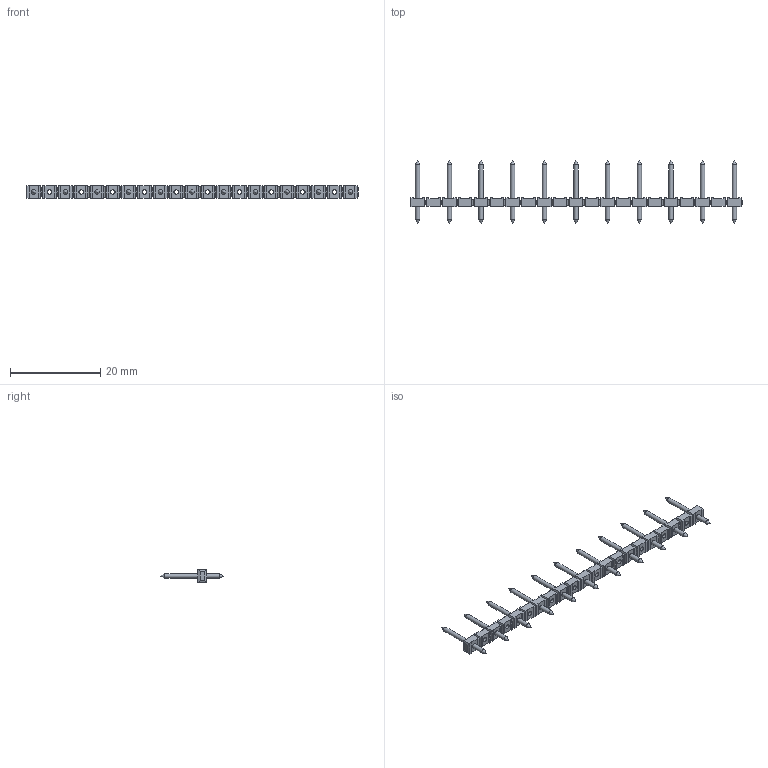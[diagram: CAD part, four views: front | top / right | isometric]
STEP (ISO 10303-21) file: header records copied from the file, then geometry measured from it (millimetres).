
FILE_DESCRIPTION(('STEP AP214'),'1');
FILE_NAME('PVS11-7.stp','2018-11-20T17:01:17',(' '),(' '),'Spatial InterOp 3D',' ',' ');
FILE_SCHEMA(('AUTOMOTIVE_DESIGN { 1 0 10303 214 1 1 1 1 }'));
Length unit declared in the file: metre
Products named in the file (1): 1
Bounding box: 73.4 x 14 x 2.8 mm (x, y, z)
Volume: 422.1 mm3; surface area: 1220.2 mm2
Topology: 1 solids, 1 shells, 556 faces, 1344 edges, 790 vertices
Faces by surface type: plane 502, cylinder 32, cone 22
Full cylindrical faces by diameter (mm): 1 x32
Entity records: 19345 total; most frequent: CARTESIAN_POINT 2551, ORIENTED_EDGE 2472, DIRECTION 2414, EDGE_CURVE 1236, LINE 1172, VECTOR 1172, VERTEX_POINT 758, EDGE_LOOP 630
